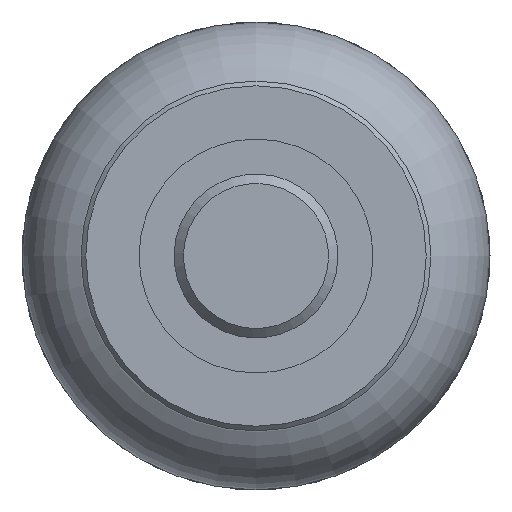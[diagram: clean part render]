
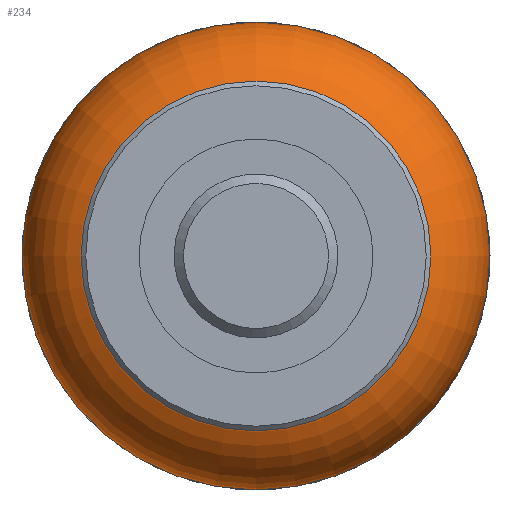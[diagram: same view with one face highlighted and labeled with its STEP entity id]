
A CAD part, left-side view. The second image highlights one B-rep face of the part: STEP entity #234.
In plain terms, the highlighted toroidal (fillet/blend) face has major radius 11.9 mm and minor radius 8.1 mm.
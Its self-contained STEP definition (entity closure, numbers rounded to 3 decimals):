
#200=CARTESIAN_POINT('',(2.622,12.5,0.0));
#201=VERTEX_POINT('',#200);
#202=CARTESIAN_POINT('',(2.622,0.0,0.0));
#203=DIRECTION('',(1.0,0.0,0.0));
#204=DIRECTION('',(0.0,1.0,0.0));
#205=AXIS2_PLACEMENT_3D('',#202,#203,#204);
#206=CIRCLE('',#205,12.5);
#207=EDGE_CURVE('',#201,#201,#206,.T.);
#215=CARTESIAN_POINT('',(10.7,0.0,0.0));
#216=DIRECTION('',(1.0,0.0,0.0));
#217=DIRECTION('',(0.0,0.0,-1.0));
#218=AXIS2_PLACEMENT_3D('',#215,#216,#217);
#219=TOROIDAL_SURFACE('',#218,11.9,8.1);
#220=CARTESIAN_POINT('',(10.7,20.0,0.0));
#221=VERTEX_POINT('',#220);
#222=CARTESIAN_POINT('',(10.7,0.0,0.0));
#223=DIRECTION('',(1.0,0.0,0.0));
#224=DIRECTION('',(0.0,1.0,0.0));
#225=AXIS2_PLACEMENT_3D('',#222,#223,#224);
#226=CIRCLE('',#225,20.0);
#227=EDGE_CURVE('',#221,#221,#226,.T.);
#228=ORIENTED_EDGE('',*,*,#227,.F.);
#229=EDGE_LOOP('',(#228));
#230=FACE_OUTER_BOUND('',#229,.T.);
#231=ORIENTED_EDGE('',*,*,#207,.T.);
#232=EDGE_LOOP('',(#231));
#233=FACE_BOUND('',#232,.T.);
#234=ADVANCED_FACE('',(#230,#233),#219,.T.);
